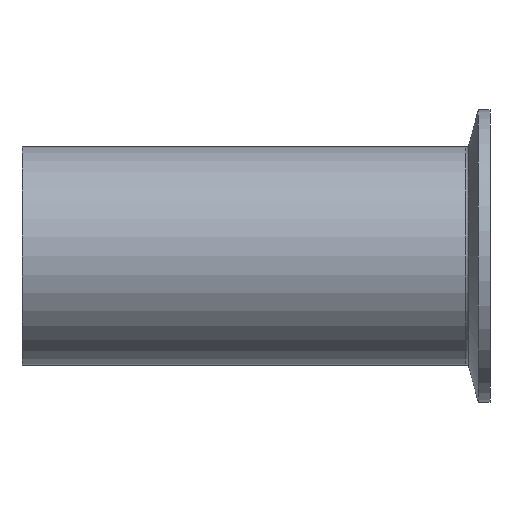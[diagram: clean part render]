
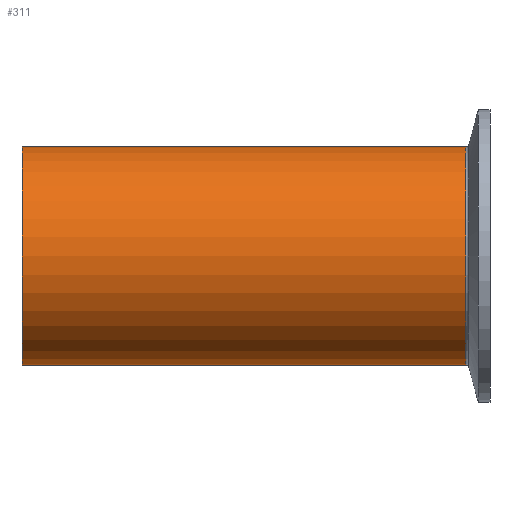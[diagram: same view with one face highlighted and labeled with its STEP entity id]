
A CAD part, left-side view. The second image highlights one B-rep face of the part: STEP entity #311.
In plain terms, the highlighted cylindrical face has radius 28 mm (diameter 56 mm), a partial arc.
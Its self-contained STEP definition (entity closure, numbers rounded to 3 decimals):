
#4 = LINE ( 'NONE', #134, #438 ) ;
#8 = CIRCLE ( 'NONE', #454, 28. ) ;
#12 = ORIENTED_EDGE ( 'NONE', *, *, #224, .F. ) ;
#14 = DIRECTION ( 'NONE',  ( 0., -1., 0. ) ) ;
#29 = EDGE_LOOP ( 'NONE', ( #12, #136, #261, #328 ) ) ;
#64 = VERTEX_POINT ( 'NONE', #161 ) ;
#90 = CARTESIAN_POINT ( 'NONE',  ( 0., 6.159, -28. ) ) ;
#91 = CARTESIAN_POINT ( 'NONE',  ( 0., 120., 28. ) ) ;
#99 = LINE ( 'NONE', #127, #381 ) ;
#121 = DIRECTION ( 'NONE',  ( 0., -1., 0. ) ) ;
#127 = CARTESIAN_POINT ( 'NONE',  ( 0., -8.385, -28. ) ) ;
#134 = CARTESIAN_POINT ( 'NONE',  ( 0., -8.385, 28. ) ) ;
#135 = AXIS2_PLACEMENT_3D ( 'NONE', #205, #14, #457 ) ;
#136 = ORIENTED_EDGE ( 'NONE', *, *, #252, .T. ) ;
#161 = CARTESIAN_POINT ( 'NONE',  ( 0., 120., -28. ) ) ;
#166 = AXIS2_PLACEMENT_3D ( 'NONE', #171, #339, #384 ) ;
#171 = CARTESIAN_POINT ( 'NONE',  ( 0., 6.159, 0. ) ) ;
#205 = CARTESIAN_POINT ( 'NONE',  ( 0., -8.385, 0. ) ) ;
#209 = CIRCLE ( 'NONE', #166, 28. ) ;
#224 = EDGE_CURVE ( 'NONE', #367, #456, #4, .T. ) ;
#252 = EDGE_CURVE ( 'NONE', #367, #64, #8, .T. ) ;
#261 = ORIENTED_EDGE ( 'NONE', *, *, #405, .T. ) ;
#269 = DIRECTION ( 'NONE',  ( 0., -1., 0. ) ) ;
#311 = ADVANCED_FACE ( 'NONE', ( #329 ), #313, .T. ) ;
#313 = CYLINDRICAL_SURFACE ( 'NONE', #135, 28. ) ;
#318 = CARTESIAN_POINT ( 'NONE',  ( 0., 6.159, 28. ) ) ;
#328 = ORIENTED_EDGE ( 'NONE', *, *, #383, .T. ) ;
#329 = FACE_OUTER_BOUND ( 'NONE', #29, .T. ) ;
#339 = DIRECTION ( 'NONE',  ( 0., 1., 0. ) ) ;
#350 = CARTESIAN_POINT ( 'NONE',  ( 0., 120., 0. ) ) ;
#367 = VERTEX_POINT ( 'NONE', #91 ) ;
#381 = VECTOR ( 'NONE', #269, 1000. ) ;
#383 = EDGE_CURVE ( 'NONE', #404, #456, #209, .T. ) ;
#384 = DIRECTION ( 'NONE',  ( 0., 0., -1. ) ) ;
#404 = VERTEX_POINT ( 'NONE', #90 ) ;
#405 = EDGE_CURVE ( 'NONE', #64, #404, #99, .T. ) ;
#425 = DIRECTION ( 'NONE',  ( 0., -1., 0. ) ) ;
#438 = VECTOR ( 'NONE', #121, 1000. ) ;
#445 = DIRECTION ( 'NONE',  ( 0., 0., -1. ) ) ;
#454 = AXIS2_PLACEMENT_3D ( 'NONE', #350, #425, #445 ) ;
#456 = VERTEX_POINT ( 'NONE', #318 ) ;
#457 = DIRECTION ( 'NONE',  ( 0., 0., -1. ) ) ;
